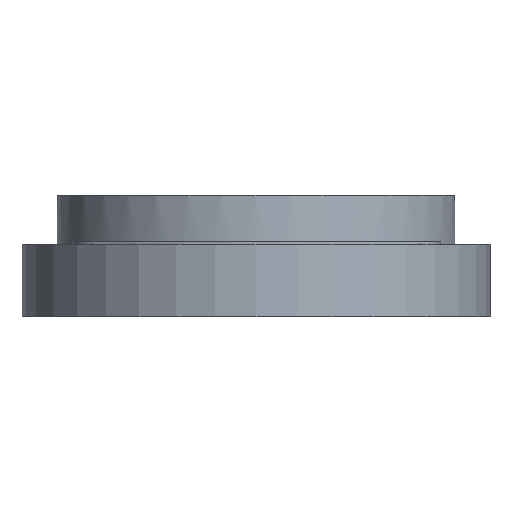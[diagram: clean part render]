
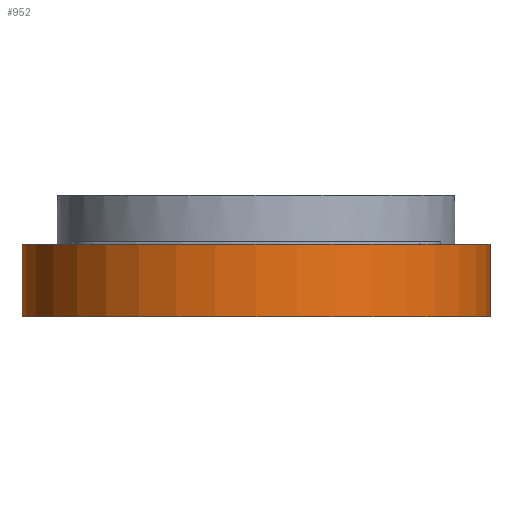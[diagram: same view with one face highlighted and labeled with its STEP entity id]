
A CAD part, left-side view. The second image highlights one B-rep face of the part: STEP entity #952.
In plain terms, the highlighted cylindrical face has radius 10 mm (diameter 20 mm), a partial arc.
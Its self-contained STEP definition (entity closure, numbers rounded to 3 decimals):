
#160=VECTOR('',#1296,1.);
#161=VECTOR('',#1297,1.);
#212=LINE('',#2157,#160);
#213=LINE('',#2158,#161);
#330=VERTEX_POINT('',#2149);
#331=VERTEX_POINT('',#2150);
#332=VERTEX_POINT('',#2155);
#333=VERTEX_POINT('',#2156);
#387=CIRCLE('',#1057,10.);
#388=CIRCLE('',#1059,10.);
#503=EDGE_CURVE('',#330,#331,#387,.T.);
#506=EDGE_CURVE('',#332,#333,#388,.T.);
#507=EDGE_CURVE('',#333,#330,#212,.T.);
#508=EDGE_CURVE('',#331,#332,#213,.T.);
#722=ORIENTED_EDGE('',*,*,#506,.T.);
#723=ORIENTED_EDGE('',*,*,#507,.T.);
#724=ORIENTED_EDGE('',*,*,#503,.T.);
#725=ORIENTED_EDGE('',*,*,#508,.T.);
#820=EDGE_LOOP('',(#722,#723,#724,#725));
#892=FACE_BOUND('',#820,.T.);
#952=ADVANCED_FACE('',(#892),#2189,.T.);
#1057=AXIS2_PLACEMENT_3D('',#2148,#1288,#1289);
#1058=AXIS2_PLACEMENT_3D('',#2153,#1292,#1293);
#1059=AXIS2_PLACEMENT_3D('',#2154,#1294,#1295);
#1288=DIRECTION('',(0.,0.,1.));
#1289=DIRECTION('',(-7.071,7.071,0.));
#1292=DIRECTION('',(0.,0.,1.));
#1293=DIRECTION('',(-7.071,7.071,0.));
#1294=DIRECTION('',(0.,0.,-1.));
#1295=DIRECTION('',(-7.071,-7.071,0.));
#1296=DIRECTION('',(0.,0.,-1.));
#1297=DIRECTION('',(0.,0.,1.));
#2148=CARTESIAN_POINT('',(10.,10.,0.));
#2149=CARTESIAN_POINT('',(10.,20.,0.));
#2150=CARTESIAN_POINT('',(10.,0.,0.));
#2153=CARTESIAN_POINT('',(10.,10.,0.));
#2154=CARTESIAN_POINT('',(10.,10.,3.1));
#2155=CARTESIAN_POINT('',(10.,0.,3.1));
#2156=CARTESIAN_POINT('',(10.,20.,3.1));
#2157=CARTESIAN_POINT('',(10.,20.,0.));
#2158=CARTESIAN_POINT('',(10.,0.,0.));
#2189=CYLINDRICAL_SURFACE('',#1058,10.);
